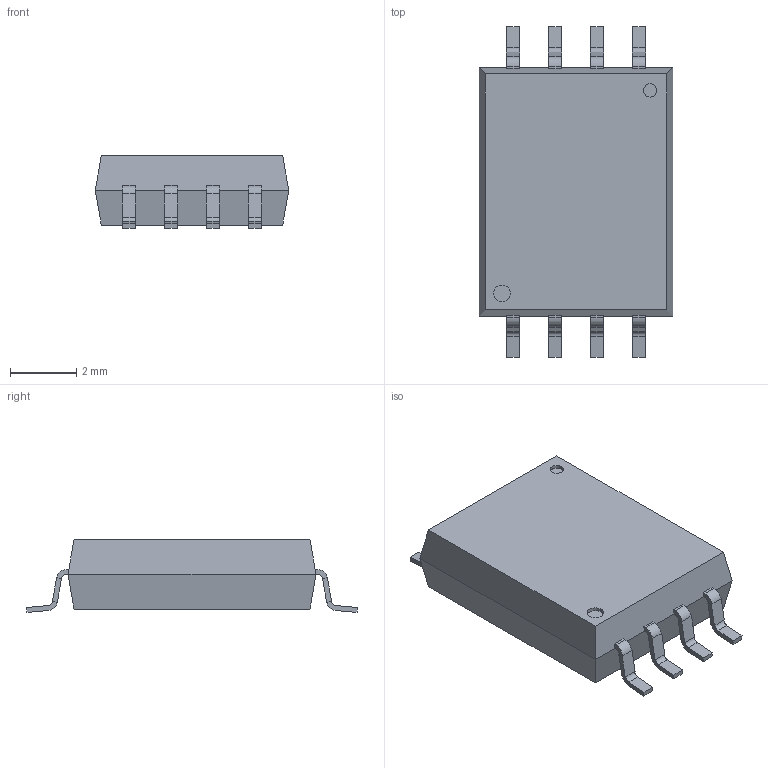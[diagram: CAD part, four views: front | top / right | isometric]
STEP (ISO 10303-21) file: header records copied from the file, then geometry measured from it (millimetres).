
FILE_DESCRIPTION (( 'STEP AP214' ), '1' );
FILE_NAME ('SO8L.STEP', '2017-11-28T01:29:54', ( 'Admin' ), ( 'MyPc' ), 'SwSTEP 2.0', 'SolidWorks 2015', '' );
FILE_SCHEMA (( 'AUTOMOTIVE_DESIGN' ));
Length unit declared in the file: millimetre
Products named in the file (1): SO8L
Bounding box: 5.85 x 10 x 2.2 mm (x, y, z)
Volume: 88 mm3; surface area: 152.6 mm2
Topology: 9 solids, 9 shells, 192 faces, 464 edges, 292 vertices
Faces by surface type: plane 156, cylinder 36
Entity records: 7284 total; most frequent: CARTESIAN_POINT 949, ORIENTED_EDGE 928, DIRECTION 922, EDGE_CURVE 464, VECTOR 392, LINE 392, VERTEX_POINT 292, AXIS2_PLACEMENT_3D 265
